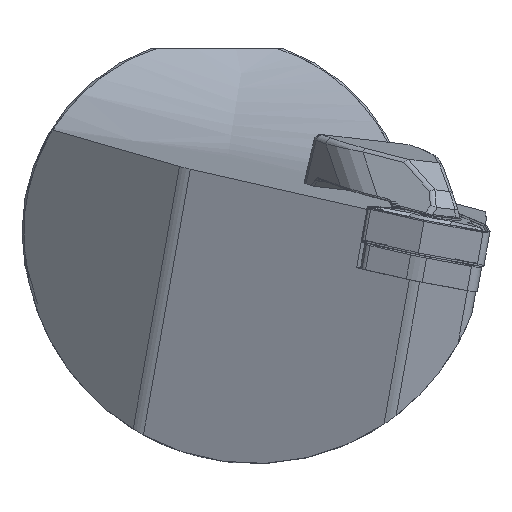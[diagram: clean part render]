
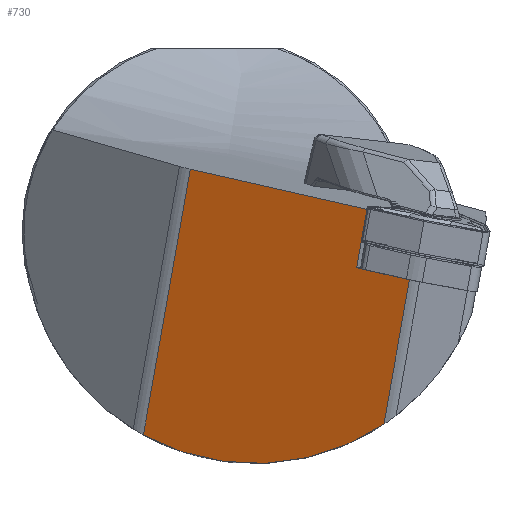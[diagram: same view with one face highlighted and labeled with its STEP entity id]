
A CAD part, left-side view. The second image highlights one B-rep face of the part: STEP entity #730.
In plain terms, the highlighted planar face has unit normal (-0.902, 0.432, -0.02).
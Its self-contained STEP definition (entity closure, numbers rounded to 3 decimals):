
#591=ELLIPSE('',#3398,32.936,29.7);
#685=B_SPLINE_CURVE_WITH_KNOTS('',3,(#4844,#4845,#4846,#4847),
 .UNSPECIFIED.,.F.,.F.,(4,4),(0.,1.),.UNSPECIFIED.);
#730=ADVANCED_FACE('',(#970),#886,.F.);
#886=PLANE('',#3399);
#970=FACE_OUTER_BOUND('',#1124,.T.);
#1124=EDGE_LOOP('',(#1528,#1529,#1530,#1531,#1532,#1533,#1534));
#1528=ORIENTED_EDGE('',*,*,#2598,.T.);
#1529=ORIENTED_EDGE('',*,*,#2506,.T.);
#1530=ORIENTED_EDGE('',*,*,#2525,.T.);
#1531=ORIENTED_EDGE('',*,*,#2577,.T.);
#1532=ORIENTED_EDGE('',*,*,#2599,.T.);
#1533=ORIENTED_EDGE('',*,*,#2600,.T.);
#1534=ORIENTED_EDGE('',*,*,#2596,.F.);
#2234=VERTEX_POINT('',#4494);
#2235=VERTEX_POINT('',#4495);
#2251=VERTEX_POINT('',#4548);
#2290=VERTEX_POINT('',#4843);
#2301=VERTEX_POINT('',#5097);
#2302=VERTEX_POINT('',#5099);
#2303=VERTEX_POINT('',#5107);
#2506=EDGE_CURVE('',#2234,#2235,#2926,.T.);
#2525=EDGE_CURVE('',#2235,#2251,#2940,.T.);
#2577=EDGE_CURVE('',#2251,#2290,#685,.T.);
#2596=EDGE_CURVE('',#2301,#2302,#2959,.T.);
#2598=EDGE_CURVE('',#2301,#2234,#2960,.T.);
#2599=EDGE_CURVE('',#2290,#2303,#2961,.T.);
#2600=EDGE_CURVE('',#2303,#2302,#591,.T.);
#2926=LINE('',#4493,#3139);
#2940=LINE('',#4549,#3153);
#2959=LINE('',#5098,#3172);
#2960=LINE('',#5105,#3173);
#2961=LINE('',#5106,#3174);
#3139=VECTOR('',#3663,1.);
#3153=VECTOR('',#3691,1.);
#3172=VECTOR('',#3784,1.);
#3173=VECTOR('',#3787,1.);
#3174=VECTOR('',#3788,1.);
#3398=AXIS2_PLACEMENT_3D('',#5108,#3789,#3790);
#3399=AXIS2_PLACEMENT_3D('',#5109,#3791,#3792);
#3663=DIRECTION('',(0.419,0.885,0.201));
#3691=DIRECTION('',(-0.105,-0.173,0.979));
#3784=DIRECTION('',(0.105,0.173,-0.979));
#3787=DIRECTION('',(0.419,0.885,0.201));
#3788=DIRECTION('',(0.105,0.173,-0.979));
#3789=DIRECTION('',(-0.902,0.432,-0.02));
#3790=DIRECTION('',(-0.432,-0.901,0.042));
#3791=DIRECTION('',(0.902,-0.432,0.02));
#3792=DIRECTION('',(0.432,0.902,0.));
#4493=CARTESIAN_POINT('',(-220.068,12.021,-0.32));
#4494=CARTESIAN_POINT('',(-231.106,-11.279,-5.606));
#4495=CARTESIAN_POINT('',(-230.799,-10.631,-5.459));
#4548=CARTESIAN_POINT('',(-231.598,-11.95,2.024));
#4549=CARTESIAN_POINT('',(-235.121,-17.771,35.032));
#4843=CARTESIAN_POINT('',(-220.866,10.701,7.164));
#4844=CARTESIAN_POINT('',(-231.598,-11.95,2.024));
#4845=CARTESIAN_POINT('',(-228.021,-4.4,3.737));
#4846=CARTESIAN_POINT('',(-224.444,3.151,5.45));
#4847=CARTESIAN_POINT('',(-220.866,10.701,7.164));
#5097=CARTESIAN_POINT('',(-234.003,-17.393,-6.993));
#5098=CARTESIAN_POINT('',(-292.862,-114.638,544.512));
#5099=CARTESIAN_POINT('',(-232.022,-14.121,-25.547));
#5105=CARTESIAN_POINT('',(-220.068,12.021,-0.32));
#5106=CARTESIAN_POINT('',(-278.928,-85.225,551.186));
#5107=CARTESIAN_POINT('',(-217.229,16.711,-26.918));
#5108=CARTESIAN_POINT('',(-224.651,2.422,-0.881));
#5109=CARTESIAN_POINT('',(-278.928,-85.225,551.186));
